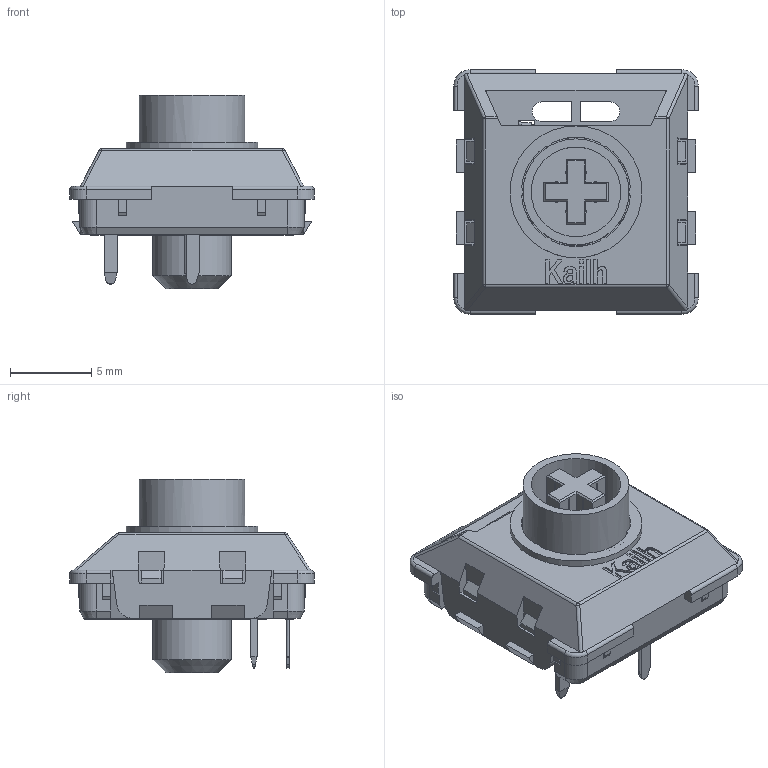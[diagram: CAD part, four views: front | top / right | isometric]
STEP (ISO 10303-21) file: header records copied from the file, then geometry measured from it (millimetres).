
FILE_DESCRIPTION(('FreeCAD Model'),'2;1');
FILE_NAME('Open CASCADE Shape Model','2024-08-12T22:13:36',( 'kicad StepUp'),('ksu MCAD'),'Open CASCADE STEP processor 7.6', 'FreeCAD','Unknown');
FILE_SCHEMA(('AUTOMOTIVE_DESIGN { 1 0 10303 214 1 1 1 1 }'));
Length unit declared in the file: millimetre
Products named in the file (1): wizard_sp
Bounding box: 15 x 15 x 11.9 mm (x, y, z)
Volume: 626.3 mm3; surface area: 2161.6 mm2
Topology: 1 solids, 9 shells, 987 faces, 2634 edges, 1645 vertices
Faces by surface type: plane 600, cylinder 233, extrusion 60, torus 39, bspline 26, sphere 20, cone 9
Full cylindrical faces by diameter (mm): 0.25 x3, 0.5 x4, 1 x4, 1.7 x1, 1.8 x1, 2.8 x1, 3.5 x4, 4 x1, 4.5 x1, 4.8 x1, 5.5 x1, 6.5 x1, 8.1 x1
Entity records: 44333 total; most frequent: CARTESIAN_POINT 12979, ORIENTED_EDGE 5256, DIRECTION 4861, EDGE_CURVE 2613, VECTOR 1893, LINE 1833, VERTEX_POINT 1645, AXIS2_PLACEMENT_3D 1484
